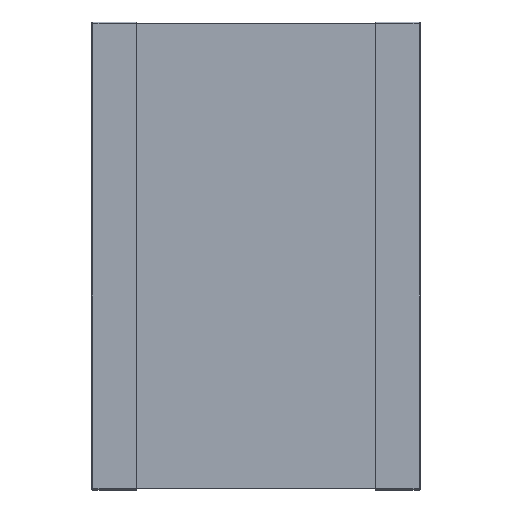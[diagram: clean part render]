
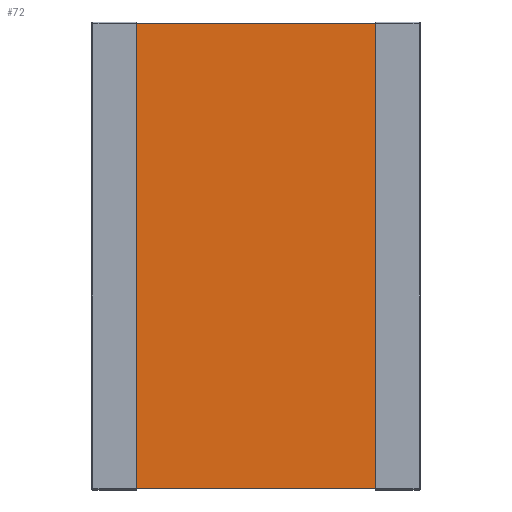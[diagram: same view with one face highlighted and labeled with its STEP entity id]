
A CAD part, top view. The second image highlights one B-rep face of the part: STEP entity #72.
In plain terms, the highlighted planar face has unit normal (0, 0, 1).
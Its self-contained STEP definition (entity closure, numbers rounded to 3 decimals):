
#72=ADVANCED_FACE('',(#112),#1198,.T.);
#112=FACE_OUTER_BOUND('',#152,.T.);
#152=EDGE_LOOP('',(#194,#195,#196,#197));
#194=ORIENTED_EDGE('',*,*,#790,.T.);
#195=ORIENTED_EDGE('',*,*,#791,.T.);
#196=ORIENTED_EDGE('',*,*,#792,.T.);
#197=ORIENTED_EDGE('',*,*,#793,.T.);
#362=PCURVE('',#1198,#530);
#363=PCURVE('',#1198,#531);
#364=PCURVE('',#1198,#532);
#365=PCURVE('',#1198,#533);
#372=PCURVE('',#1200,#540);
#374=PCURVE('',#1201,#542);
#530=DEFINITIONAL_REPRESENTATION('',(#883),#2277);
#531=DEFINITIONAL_REPRESENTATION('',(#885),#2277);
#532=DEFINITIONAL_REPRESENTATION('',(#887),#2277);
#533=DEFINITIONAL_REPRESENTATION('',(#889),#2277);
#540=DEFINITIONAL_REPRESENTATION('',(#901),#2277);
#542=DEFINITIONAL_REPRESENTATION('',(#904),#2277);
#698=SURFACE_CURVE('',#882,(#362,#372),.PCURVE_S1.);
#699=SURFACE_CURVE('',#884,(#363),.PCURVE_S1.);
#700=SURFACE_CURVE('',#886,(#364,#374),.PCURVE_S1.);
#701=SURFACE_CURVE('',#888,(#365),.PCURVE_S1.);
#790=EDGE_CURVE('',#1142,#1144,#698,.T.);
#791=EDGE_CURVE('',#1144,#1145,#699,.T.);
#792=EDGE_CURVE('',#1145,#1143,#700,.T.);
#793=EDGE_CURVE('',#1143,#1142,#701,.T.);
#882=B_SPLINE_CURVE_WITH_KNOTS('',1,(#1284,#1285),.UNSPECIFIED.,.F.,.F.,
(2,2),(-1.,0.),.UNSPECIFIED.);
#883=B_SPLINE_CURVE_WITH_KNOTS('',1,(#1286,#1287),.UNSPECIFIED.,.F.,.F.,
(2,2),(-1.,0.),.UNSPECIFIED.);
#884=B_SPLINE_CURVE_WITH_KNOTS('',1,(#1288,#1289),.UNSPECIFIED.,.F.,.F.,
(2,2),(0.,1.),.UNSPECIFIED.);
#885=B_SPLINE_CURVE_WITH_KNOTS('',1,(#1290,#1291),.UNSPECIFIED.,.F.,.F.,
(2,2),(0.,1.),.UNSPECIFIED.);
#886=B_SPLINE_CURVE_WITH_KNOTS('',1,(#1292,#1293),.UNSPECIFIED.,.F.,.F.,
(2,2),(0.,1.),.UNSPECIFIED.);
#887=B_SPLINE_CURVE_WITH_KNOTS('',1,(#1294,#1295),.UNSPECIFIED.,.F.,.F.,
(2,2),(0.,1.),.UNSPECIFIED.);
#888=B_SPLINE_CURVE_WITH_KNOTS('',1,(#1296,#1297),.UNSPECIFIED.,.F.,.F.,
(2,2),(-1.,0.),.UNSPECIFIED.);
#889=B_SPLINE_CURVE_WITH_KNOTS('',1,(#1298,#1299),.UNSPECIFIED.,.F.,.F.,
(2,2),(-1.,0.),.UNSPECIFIED.);
#901=B_SPLINE_CURVE_WITH_KNOTS('',1,(#1322,#1323),.UNSPECIFIED.,.F.,.F.,
(2,2),(-1.,0.),.UNSPECIFIED.);
#904=B_SPLINE_CURVE_WITH_KNOTS('',1,(#1328,#1329),.UNSPECIFIED.,.F.,.F.,
(2,2),(0.,1.),.UNSPECIFIED.);
#1142=VERTEX_POINT('',#1276);
#1143=VERTEX_POINT('',#1277);
#1144=VERTEX_POINT('',#1278);
#1145=VERTEX_POINT('',#1279);
#1198=PLANE('',#1234);
#1200=PLANE('',#1236);
#1201=PLANE('',#1237);
#1234=AXIS2_PLACEMENT_3D('',#1272,#1253,$);
#1236=AXIS2_PLACEMENT_3D('',#1274,#1255,$);
#1237=AXIS2_PLACEMENT_3D('',#1275,#1256,$);
#1253=DIRECTION('',(0.,0.,1.));
#1255=DIRECTION('',(0.,-1.,0.));
#1256=DIRECTION('',(0.,1.,0.));
#1272=CARTESIAN_POINT('',(-1.64,3.18,1.2));
#1274=CARTESIAN_POINT('',(-1.64,-3.18,0.));
#1275=CARTESIAN_POINT('',(-1.64,3.18,1.2));
#1276=CARTESIAN_POINT('',(-1.64,-3.18,1.2));
#1277=CARTESIAN_POINT('',(-1.64,3.18,1.2));
#1278=CARTESIAN_POINT('',(1.64,-3.18,1.2));
#1279=CARTESIAN_POINT('',(1.64,3.18,1.2));
#1284=CARTESIAN_POINT('',(-1.64,-3.18,1.2));
#1285=CARTESIAN_POINT('',(1.64,-3.18,1.2));
#1286=CARTESIAN_POINT('',(1.,0.));
#1287=CARTESIAN_POINT('',(1.,1.));
#1288=CARTESIAN_POINT('',(1.64,-3.18,1.2));
#1289=CARTESIAN_POINT('',(1.64,3.18,1.2));
#1290=CARTESIAN_POINT('',(1.,1.));
#1291=CARTESIAN_POINT('',(0.,1.));
#1292=CARTESIAN_POINT('',(1.64,3.18,1.2));
#1293=CARTESIAN_POINT('',(-1.64,3.18,1.2));
#1294=CARTESIAN_POINT('',(0.,1.));
#1295=CARTESIAN_POINT('',(0.,0.));
#1296=CARTESIAN_POINT('',(-1.64,3.18,1.2));
#1297=CARTESIAN_POINT('',(-1.64,-3.18,1.2));
#1298=CARTESIAN_POINT('',(0.,0.));
#1299=CARTESIAN_POINT('',(1.,0.));
#1322=CARTESIAN_POINT('',(0.,1.));
#1323=CARTESIAN_POINT('',(1.,1.));
#1328=CARTESIAN_POINT('',(1.,0.));
#1329=CARTESIAN_POINT('',(0.,0.));
#2277=(
GEOMETRIC_REPRESENTATION_CONTEXT(2)
PARAMETRIC_REPRESENTATION_CONTEXT()
REPRESENTATION_CONTEXT('pspace','')
);
